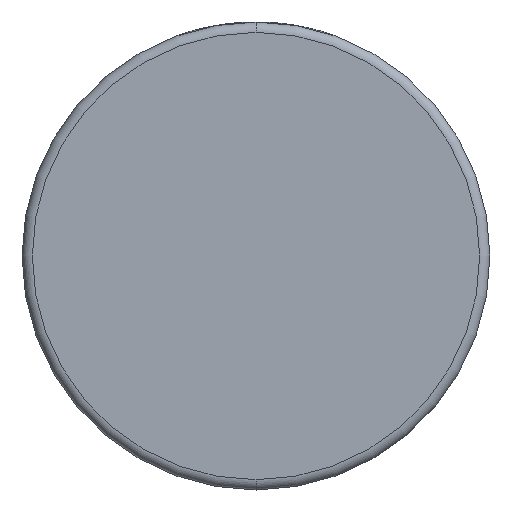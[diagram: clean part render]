
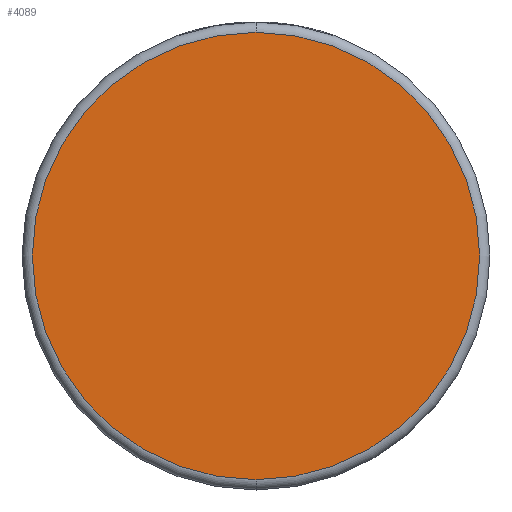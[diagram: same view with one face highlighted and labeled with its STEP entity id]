
A CAD part, front view. The second image highlights one B-rep face of the part: STEP entity #4089.
In plain terms, the highlighted planar face has unit normal (0, -1, 0).
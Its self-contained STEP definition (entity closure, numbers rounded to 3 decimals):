
#79 = CIRCLE ( 'NONE', #413, 43.5 ) ;
#95 = AXIS2_PLACEMENT_3D ( 'NONE', #1925, #990, #4190 ) ;
#413 = AXIS2_PLACEMENT_3D ( 'NONE', #2403, #801, #4064 ) ;
#582 = CARTESIAN_POINT ( 'NONE',  ( 0., 0., 43.5 ) ) ;
#801 = DIRECTION ( 'NONE',  ( 0., -1., 0. ) ) ;
#880 = ORIENTED_EDGE ( 'NONE', *, *, #3689, .T. ) ;
#990 = DIRECTION ( 'NONE',  ( 0., -1., 0. ) ) ;
#1063 = FACE_OUTER_BOUND ( 'NONE', #2052, .T. ) ;
#1159 = ORIENTED_EDGE ( 'NONE', *, *, #3325, .T. ) ;
#1293 = VERTEX_POINT ( 'NONE', #3704 ) ;
#1371 = DIRECTION ( 'NONE',  ( 0., 1., 0. ) ) ;
#1925 = CARTESIAN_POINT ( 'NONE',  ( 0., 0., 0. ) ) ;
#2052 = EDGE_LOOP ( 'NONE', ( #1159, #880 ) ) ;
#2300 = CARTESIAN_POINT ( 'NONE',  ( 0., 0., 0. ) ) ;
#2403 = CARTESIAN_POINT ( 'NONE',  ( 0., 0., 0. ) ) ;
#2960 = DIRECTION ( 'NONE',  ( 0., 0., 1. ) ) ;
#3077 = AXIS2_PLACEMENT_3D ( 'NONE', #2300, #1371, #2960 ) ;
#3165 = VERTEX_POINT ( 'NONE', #582 ) ;
#3269 = PLANE ( 'NONE',  #3077 ) ;
#3325 = EDGE_CURVE ( 'NONE', #3165, #1293, #4198, .T. ) ;
#3689 = EDGE_CURVE ( 'NONE', #1293, #3165, #79, .T. ) ;
#3704 = CARTESIAN_POINT ( 'NONE',  ( 0., 0., -43.5 ) ) ;
#4064 = DIRECTION ( 'NONE',  ( 0., 0., 1. ) ) ;
#4089 = ADVANCED_FACE ( 'NONE', ( #1063 ), #3269, .F. ) ;
#4190 = DIRECTION ( 'NONE',  ( 0., 0., 1. ) ) ;
#4198 = CIRCLE ( 'NONE', #95, 43.5 ) ;
